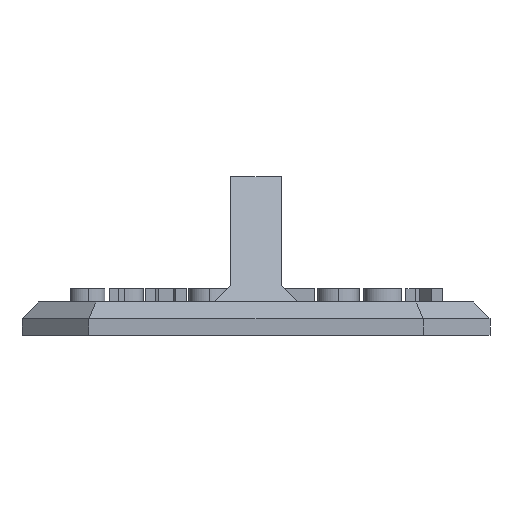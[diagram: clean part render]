
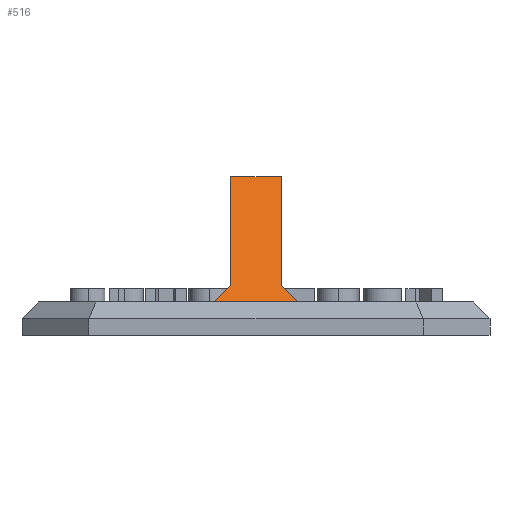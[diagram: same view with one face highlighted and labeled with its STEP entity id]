
A CAD part, front view. The second image highlights one B-rep face of the part: STEP entity #516.
In plain terms, the highlighted planar face has unit normal (0, -0.707, 0.707).
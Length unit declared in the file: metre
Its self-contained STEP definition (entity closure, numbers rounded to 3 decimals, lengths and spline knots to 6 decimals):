
#89 = CARTESIAN_POINT ( 'NONE',  ( 0.00375, -0.01375, 0.016553 ) ) ;
#212 = CARTESIAN_POINT ( 'NONE',  ( -0.00375, -0.022803, 0.0075 ) ) ;
#255 = VECTOR ( 'NONE', #4627, 1. ) ;
#318 = ORIENTED_EDGE ( 'NONE', *, *, #1232, .T. ) ;
#381 = VECTOR ( 'NONE', #1572, 1. ) ;
#504 = EDGE_CURVE ( 'NONE', #6578, #4807, #816, .T. ) ;
#515 = VERTEX_POINT ( 'NONE', #2966 ) ;
#516 = ADVANCED_FACE ( 'NONE', ( #5601 ), #4527, .T. ) ;
#551 = EDGE_CURVE ( 'NONE', #5567, #2256, #3437, .T. ) ;
#580 = ORIENTED_EDGE ( 'NONE', *, *, #5337, .T. ) ;
#591 = CARTESIAN_POINT ( 'NONE',  ( -0.000732, -0.019786, 0.010518 ) ) ;
#611 = VECTOR ( 'NONE', #4921, 1. ) ;
#704 = LINE ( 'NONE', #6082, #3539 ) ;
#816 = LINE ( 'NONE', #3960, #255 ) ;
#1065 = CARTESIAN_POINT ( 'NONE',  ( 0.00375, -0.01375, 0.016553 ) ) ;
#1189 = VERTEX_POINT ( 'NONE', #3044 ) ;
#1232 = EDGE_CURVE ( 'NONE', #2548, #4807, #3307, .T. ) ;
#1320 = EDGE_CURVE ( 'NONE', #2256, #4761, #5398, .T. ) ;
#1572 = DIRECTION ( 'NONE',  ( -0.577, -0.577, -0.577 ) ) ;
#1619 = VECTOR ( 'NONE', #5685, 1. ) ;
#1791 = LINE ( 'NONE', #5051, #1619 ) ;
#1803 = CARTESIAN_POINT ( 'NONE',  ( -0.00375, -0.013931, 0.016373 ) ) ;
#1918 = CARTESIAN_POINT ( 'NONE',  ( 0.00375, -0.006553, 0.02375 ) ) ;
#2125 = ORIENTED_EDGE ( 'NONE', *, *, #504, .F. ) ;
#2163 = DIRECTION ( 'NONE',  ( 0., 0.707, 0.707 ) ) ;
#2256 = VERTEX_POINT ( 'NONE', #1065 ) ;
#2329 = DIRECTION ( 'NONE',  ( 0., 0.707, 0.707 ) ) ;
#2390 = CARTESIAN_POINT ( 'NONE',  ( 0.00625, -0.025303, 0.005 ) ) ;
#2548 = VERTEX_POINT ( 'NONE', #212 ) ;
#2787 = LINE ( 'NONE', #6117, #611 ) ;
#2894 = DIRECTION ( 'NONE',  ( -1., 0., 0. ) ) ;
#2966 = CARTESIAN_POINT ( 'NONE',  ( -0.00375, -0.006553, 0.02375 ) ) ;
#3044 = CARTESIAN_POINT ( 'NONE',  ( -0.00375, -0.01375, 0.016553 ) ) ;
#3175 = VECTOR ( 'NONE', #2329, 1. ) ;
#3191 = ORIENTED_EDGE ( 'NONE', *, *, #1320, .T. ) ;
#3307 = LINE ( 'NONE', #591, #381 ) ;
#3327 = VECTOR ( 'NONE', #2894, 1. ) ;
#3437 = LINE ( 'NONE', #89, #3175 ) ;
#3455 = CARTESIAN_POINT ( 'NONE',  ( -0.00625, -0.025303, 0.005 ) ) ;
#3482 = EDGE_CURVE ( 'NONE', #6578, #5567, #2787, .T. ) ;
#3539 = VECTOR ( 'NONE', #4557, 1. ) ;
#3730 = ORIENTED_EDGE ( 'NONE', *, *, #6579, .F. ) ;
#3786 = ORIENTED_EDGE ( 'NONE', *, *, #551, .T. ) ;
#3839 = DIRECTION ( 'NONE',  ( 0., -0.707, -0.707 ) ) ;
#3941 = EDGE_CURVE ( 'NONE', #2548, #1189, #1791, .T. ) ;
#3960 = CARTESIAN_POINT ( 'NONE',  ( 0.020089, -0.025303, 0.005 ) ) ;
#4527 = PLANE ( 'NONE',  #6576 ) ;
#4557 = DIRECTION ( 'NONE',  ( 0., 0.707, 0.707 ) ) ;
#4627 = DIRECTION ( 'NONE',  ( -1., 0., 0. ) ) ;
#4761 = VERTEX_POINT ( 'NONE', #1918 ) ;
#4807 = VERTEX_POINT ( 'NONE', #3455 ) ;
#4862 = CARTESIAN_POINT ( 'NONE',  ( 0.00375, -0.013931, 0.016373 ) ) ;
#4921 = DIRECTION ( 'NONE',  ( -0.577, 0.577, 0.577 ) ) ;
#5046 = CARTESIAN_POINT ( 'NONE',  ( 0.00375, -0.022803, 0.0075 ) ) ;
#5051 = CARTESIAN_POINT ( 'NONE',  ( -0.00375, -0.01375, 0.016553 ) ) ;
#5060 = DIRECTION ( 'NONE',  ( 0., -0.707, 0.707 ) ) ;
#5124 = ORIENTED_EDGE ( 'NONE', *, *, #3482, .T. ) ;
#5300 = EDGE_LOOP ( 'NONE', ( #3191, #580, #3730, #6978, #318, #2125, #5124, #3786 ) ) ;
#5337 = EDGE_CURVE ( 'NONE', #4761, #515, #5563, .T. ) ;
#5398 = LINE ( 'NONE', #4862, #6716 ) ;
#5529 = CARTESIAN_POINT ( 'NONE',  ( -0.00375, -0.006553, 0.02375 ) ) ;
#5563 = LINE ( 'NONE', #5529, #3327 ) ;
#5567 = VERTEX_POINT ( 'NONE', #5046 ) ;
#5601 = FACE_OUTER_BOUND ( 'NONE', #5300, .T. ) ;
#5685 = DIRECTION ( 'NONE',  ( 0., 0.707, 0.707 ) ) ;
#6082 = CARTESIAN_POINT ( 'NONE',  ( -0.00375, -0.013931, 0.016373 ) ) ;
#6117 = CARTESIAN_POINT ( 'NONE',  ( 0.000732, -0.019786, 0.010518 ) ) ;
#6576 = AXIS2_PLACEMENT_3D ( 'NONE', #1803, #5060, #3839 ) ;
#6578 = VERTEX_POINT ( 'NONE', #2390 ) ;
#6579 = EDGE_CURVE ( 'NONE', #1189, #515, #704, .T. ) ;
#6716 = VECTOR ( 'NONE', #2163, 1. ) ;
#6978 = ORIENTED_EDGE ( 'NONE', *, *, #3941, .F. ) ;
